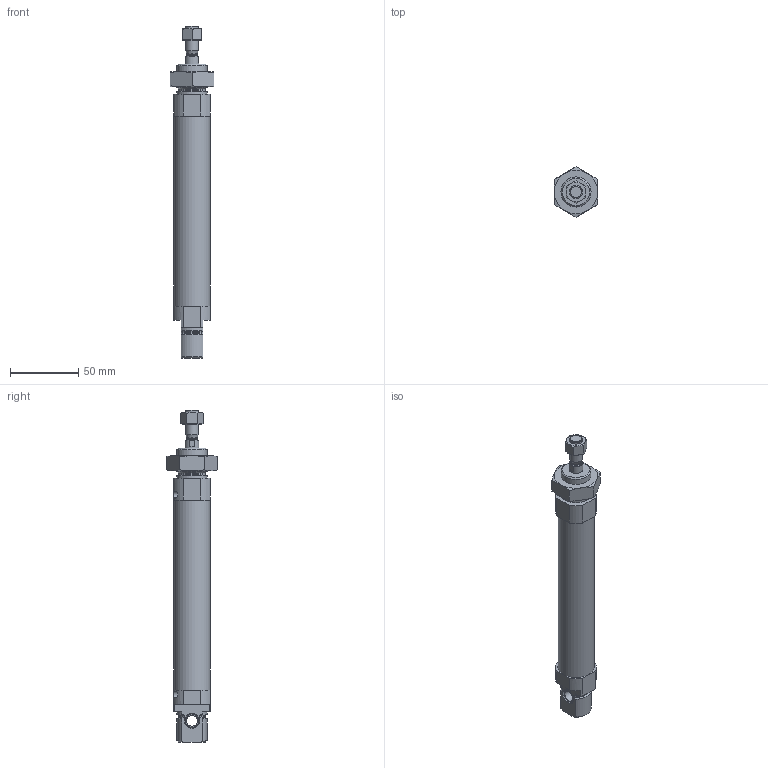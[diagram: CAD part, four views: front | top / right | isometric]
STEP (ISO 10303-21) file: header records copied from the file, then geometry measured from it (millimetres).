
FILE_DESCRIPTION(/* description */ ('STEP AP214'),/* implementation_level */ '2;1');
FILE_NAME(/* name */ '546417_DSNU-1-4-PPV-A',/* time_stamp */ '2024-08-21T19:54:13+02:00',/* author */ ('License CC BY-ND 4.0'),/* organization */ ('CADENAS'),/* preprocessor_version */ 'ST-DEVELOPER v19.3',/* originating_system */ 'PARTsolutions',/* authorisation */ ' ');
FILE_SCHEMA (('AUTOMOTIVE_DESIGN {1 0 10303 214 3 1 1}'));
Length unit declared in the file: millimetre
Products named in the file (5): 546417 DSNU-1-4-PPV-A---(0); 546417 DSNU-1-4-PPV---(A----0-ZR); DIN-439-B - M22x1.5(F); 546417 DSNU-1-4-PPV---(A---00--0-KS); Hex Nuts 3/8 ANSI B18.2.2
Assembly tree (4 placements, depth 2):
  546417 DSNU-1-4-PPV-A---(0)
    546417 DSNU-1-4-PPV---(A----0-ZR)
    DIN-439-B - M22x1.5(F)
    546417 DSNU-1-4-PPV---(A---00--0-KS)
    Hex Nuts 3/8 ANSI B18.2.2
Bounding box: 32 x 36.95 x 243.1 mm (x, y, z)
Volume: 76029.4 mm3; surface area: 41921.4 mm2
Topology: 4 solids, 4 shells, 164 faces, 397 edges, 254 vertices
Faces by surface type: plane 69, cylinder 53, cone 34, torus 8
Full cylindrical faces by diameter (mm): 3.9 x2, 5 x2, 7.7 x1, 8 x1, 8.379 x1, 9.525 x1, 10 x2, 19.7 x1, 20.376 x1, 22 x2, 25 x2, 26.5 x1
Entity records: 5562 total; most frequent: CARTESIAN_POINT 1011, DIRECTION 776, ORIENTED_EDGE 710, EDGE_CURVE 355, AXIS2_PLACEMENT_3D 313, VERTEX_POINT 251, EDGE_LOOP 224, FACE_BOUND 224
